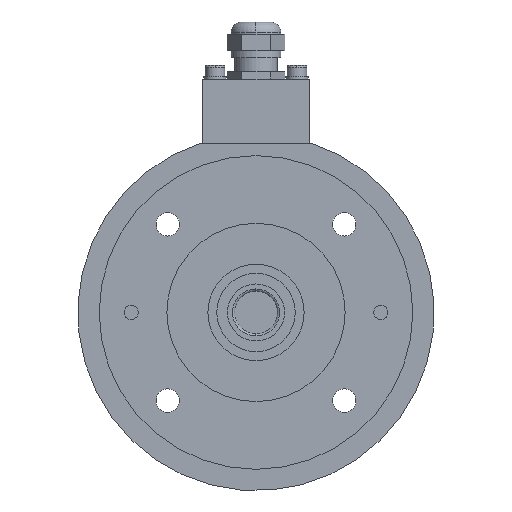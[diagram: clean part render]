
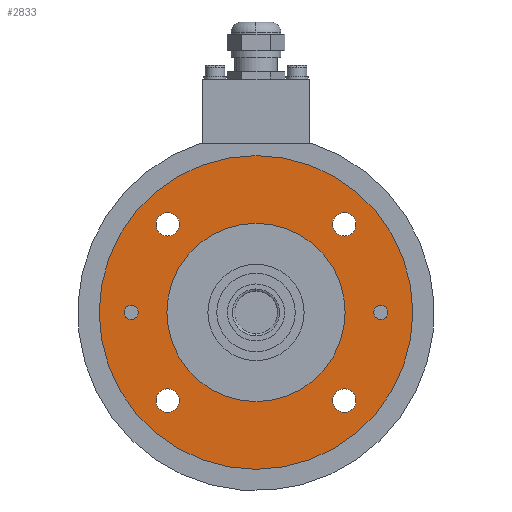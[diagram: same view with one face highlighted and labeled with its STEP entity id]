
A CAD part, left-side view. The second image highlights one B-rep face of the part: STEP entity #2833.
In plain terms, the highlighted face is planar.
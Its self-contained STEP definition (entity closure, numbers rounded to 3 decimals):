
#2189=CARTESIAN_POINT('',(1.425,25.0,0.0));
#2190=VERTEX_POINT('',#2189);
#2206=CARTESIAN_POINT('',(1.425,-25.0,0.));
#2207=VERTEX_POINT('',#2206);
#2214=CARTESIAN_POINT('',(1.425,0.0,0.0));
#2215=DIRECTION('',(1.0,0.0,0.0));
#2216=DIRECTION('',(0.0,1.0,0.0));
#2217=AXIS2_PLACEMENT_3D('',#2214,#2215,#2216);
#2218=CIRCLE('',#2217,25.0);
#2219=EDGE_CURVE('',#2207,#2190,#2218,.T.);
#2229=CARTESIAN_POINT('',(1.425,44.0,0.0));
#2230=VERTEX_POINT('',#2229);
#2239=CARTESIAN_POINT('',(1.425,-44.0,0.));
#2240=VERTEX_POINT('',#2239);
#2241=CARTESIAN_POINT('',(1.425,0.0,0.0));
#2242=DIRECTION('',(1.0,0.0,0.0));
#2243=DIRECTION('',(0.0,1.0,0.0));
#2244=AXIS2_PLACEMENT_3D('',#2241,#2242,#2243);
#2245=CIRCLE('',#2244,44.0);
#2246=EDGE_CURVE('',#2240,#2230,#2245,.T.);
#2315=CARTESIAN_POINT('',(1.425,24.749,-21.449));
#2316=VERTEX_POINT('',#2315);
#2332=CARTESIAN_POINT('',(1.425,24.749,-28.049));
#2333=VERTEX_POINT('',#2332);
#2340=CARTESIAN_POINT('',(1.425,24.749,-24.749));
#2341=DIRECTION('',(-1.0,0.0,0.0));
#2342=DIRECTION('',(0.0,0.0,1.0));
#2343=AXIS2_PLACEMENT_3D('',#2340,#2341,#2342);
#2344=CIRCLE('',#2343,3.3);
#2345=EDGE_CURVE('',#2316,#2333,#2344,.T.);
#2357=CARTESIAN_POINT('',(1.425,-21.449,-24.749));
#2358=VERTEX_POINT('',#2357);
#2374=CARTESIAN_POINT('',(1.425,-28.049,-24.749));
#2375=VERTEX_POINT('',#2374);
#2382=CARTESIAN_POINT('',(1.425,-24.749,-24.749));
#2383=DIRECTION('',(-1.0,0.0,0.0));
#2384=DIRECTION('',(0.0,1.0,0.0));
#2385=AXIS2_PLACEMENT_3D('',#2382,#2383,#2384);
#2386=CIRCLE('',#2385,3.3);
#2387=EDGE_CURVE('',#2358,#2375,#2386,.T.);
#2399=CARTESIAN_POINT('',(1.425,-24.749,21.449));
#2400=VERTEX_POINT('',#2399);
#2416=CARTESIAN_POINT('',(1.425,-24.749,28.049));
#2417=VERTEX_POINT('',#2416);
#2424=CARTESIAN_POINT('',(1.425,-24.749,24.749));
#2425=DIRECTION('',(-1.0,0.0,0.0));
#2426=DIRECTION('',(0.0,0.0,-1.0));
#2427=AXIS2_PLACEMENT_3D('',#2424,#2425,#2426);
#2428=CIRCLE('',#2427,3.3);
#2429=EDGE_CURVE('',#2400,#2417,#2428,.T.);
#2441=CARTESIAN_POINT('',(1.425,21.449,24.749));
#2442=VERTEX_POINT('',#2441);
#2458=CARTESIAN_POINT('',(1.425,28.049,24.749));
#2459=VERTEX_POINT('',#2458);
#2466=CARTESIAN_POINT('',(1.425,24.749,24.749));
#2467=DIRECTION('',(-1.0,0.0,0.0));
#2468=DIRECTION('',(0.0,-1.0,0.0));
#2469=AXIS2_PLACEMENT_3D('',#2466,#2467,#2468);
#2470=CIRCLE('',#2469,3.3);
#2471=EDGE_CURVE('',#2442,#2459,#2470,.T.);
#2483=CARTESIAN_POINT('',(1.425,35.0,2.));
#2484=VERTEX_POINT('',#2483);
#2500=CARTESIAN_POINT('',(1.425,35.0,-2.));
#2501=VERTEX_POINT('',#2500);
#2508=CARTESIAN_POINT('',(1.425,35.0,0.));
#2509=DIRECTION('',(-1.0,0.0,0.0));
#2510=DIRECTION('',(0.0,0.0,1.0));
#2511=AXIS2_PLACEMENT_3D('',#2508,#2509,#2510);
#2512=CIRCLE('',#2511,2.0);
#2513=EDGE_CURVE('',#2484,#2501,#2512,.T.);
#2525=CARTESIAN_POINT('',(1.425,-35.0,-2.));
#2526=VERTEX_POINT('',#2525);
#2542=CARTESIAN_POINT('',(1.425,-35.0,2.));
#2543=VERTEX_POINT('',#2542);
#2550=CARTESIAN_POINT('',(1.425,-35.0,0.));
#2551=DIRECTION('',(-1.0,0.0,0.0));
#2552=DIRECTION('',(0.0,0.0,-1.0));
#2553=AXIS2_PLACEMENT_3D('',#2550,#2551,#2552);
#2554=CIRCLE('',#2553,2.0);
#2555=EDGE_CURVE('',#2526,#2543,#2554,.T.);
#2566=CARTESIAN_POINT('',(1.425,-35.0,0.));
#2567=DIRECTION('',(-1.0,0.0,0.0));
#2568=DIRECTION('',(0.0,0.0,-1.0));
#2569=AXIS2_PLACEMENT_3D('',#2566,#2567,#2568);
#2570=CIRCLE('',#2569,2.0);
#2571=EDGE_CURVE('',#2543,#2526,#2570,.T.);
#2590=CARTESIAN_POINT('',(1.425,35.0,0.));
#2591=DIRECTION('',(-1.0,0.0,0.0));
#2592=DIRECTION('',(0.0,0.0,1.0));
#2593=AXIS2_PLACEMENT_3D('',#2590,#2591,#2592);
#2594=CIRCLE('',#2593,2.0);
#2595=EDGE_CURVE('',#2501,#2484,#2594,.T.);
#2614=CARTESIAN_POINT('',(1.425,24.749,24.749));
#2615=DIRECTION('',(-1.0,0.0,0.0));
#2616=DIRECTION('',(0.0,-1.0,0.0));
#2617=AXIS2_PLACEMENT_3D('',#2614,#2615,#2616);
#2618=CIRCLE('',#2617,3.3);
#2619=EDGE_CURVE('',#2459,#2442,#2618,.T.);
#2638=CARTESIAN_POINT('',(1.425,-24.749,24.749));
#2639=DIRECTION('',(-1.0,0.0,0.0));
#2640=DIRECTION('',(0.0,0.0,-1.0));
#2641=AXIS2_PLACEMENT_3D('',#2638,#2639,#2640);
#2642=CIRCLE('',#2641,3.3);
#2643=EDGE_CURVE('',#2417,#2400,#2642,.T.);
#2662=CARTESIAN_POINT('',(1.425,-24.749,-24.749));
#2663=DIRECTION('',(-1.0,0.0,0.0));
#2664=DIRECTION('',(0.0,1.0,0.0));
#2665=AXIS2_PLACEMENT_3D('',#2662,#2663,#2664);
#2666=CIRCLE('',#2665,3.3);
#2667=EDGE_CURVE('',#2375,#2358,#2666,.T.);
#2686=CARTESIAN_POINT('',(1.425,24.749,-24.749));
#2687=DIRECTION('',(-1.0,0.0,0.0));
#2688=DIRECTION('',(0.0,0.0,1.0));
#2689=AXIS2_PLACEMENT_3D('',#2686,#2687,#2688);
#2690=CIRCLE('',#2689,3.3);
#2691=EDGE_CURVE('',#2333,#2316,#2690,.T.);
#2780=CARTESIAN_POINT('',(1.425,0.0,0.0));
#2781=DIRECTION('',(1.0,0.0,0.0));
#2782=DIRECTION('',(0.0,1.0,0.0));
#2783=AXIS2_PLACEMENT_3D('',#2780,#2781,#2782);
#2784=CIRCLE('',#2783,44.0);
#2785=EDGE_CURVE('',#2230,#2240,#2784,.T.);
#2790=CARTESIAN_POINT('',(1.425,34.5,0.0));
#2791=DIRECTION('',(1.0,0.0,0.0));
#2792=DIRECTION('',(0.0,0.0,-1.0));
#2793=AXIS2_PLACEMENT_3D('',#2790,#2791,#2792);
#2794=PLANE('',#2793);
#2795=ORIENTED_EDGE('',*,*,#2785,.T.);
#2796=ORIENTED_EDGE('',*,*,#2246,.T.);
#2797=EDGE_LOOP('',(#2795,#2796));
#2798=FACE_OUTER_BOUND('',#2797,.T.);
#2799=ORIENTED_EDGE('',*,*,#2571,.T.);
#2800=ORIENTED_EDGE('',*,*,#2555,.T.);
#2801=EDGE_LOOP('',(#2799,#2800));
#2802=FACE_BOUND('',#2801,.T.);
#2803=ORIENTED_EDGE('',*,*,#2595,.T.);
#2804=ORIENTED_EDGE('',*,*,#2513,.T.);
#2805=EDGE_LOOP('',(#2803,#2804));
#2806=FACE_BOUND('',#2805,.T.);
#2807=ORIENTED_EDGE('',*,*,#2619,.T.);
#2808=ORIENTED_EDGE('',*,*,#2471,.T.);
#2809=EDGE_LOOP('',(#2807,#2808));
#2810=FACE_BOUND('',#2809,.T.);
#2811=ORIENTED_EDGE('',*,*,#2643,.T.);
#2812=ORIENTED_EDGE('',*,*,#2429,.T.);
#2813=EDGE_LOOP('',(#2811,#2812));
#2814=FACE_BOUND('',#2813,.T.);
#2815=ORIENTED_EDGE('',*,*,#2667,.T.);
#2816=ORIENTED_EDGE('',*,*,#2387,.T.);
#2817=EDGE_LOOP('',(#2815,#2816));
#2818=FACE_BOUND('',#2817,.T.);
#2819=ORIENTED_EDGE('',*,*,#2691,.T.);
#2820=ORIENTED_EDGE('',*,*,#2345,.T.);
#2821=EDGE_LOOP('',(#2819,#2820));
#2822=FACE_BOUND('',#2821,.T.);
#2823=CARTESIAN_POINT('',(1.425,0.0,0.0));
#2824=DIRECTION('',(1.0,0.0,0.0));
#2825=DIRECTION('',(0.0,1.0,0.0));
#2826=AXIS2_PLACEMENT_3D('',#2823,#2824,#2825);
#2827=CIRCLE('',#2826,25.0);
#2828=EDGE_CURVE('',#2190,#2207,#2827,.T.);
#2829=ORIENTED_EDGE('',*,*,#2828,.F.);
#2830=ORIENTED_EDGE('',*,*,#2219,.F.);
#2831=EDGE_LOOP('',(#2829,#2830));
#2832=FACE_BOUND('',#2831,.T.);
#2833=ADVANCED_FACE('',(#2798,#2802,#2806,#2810,#2814,#2818,#2822,#2832),#2794,.T.);
